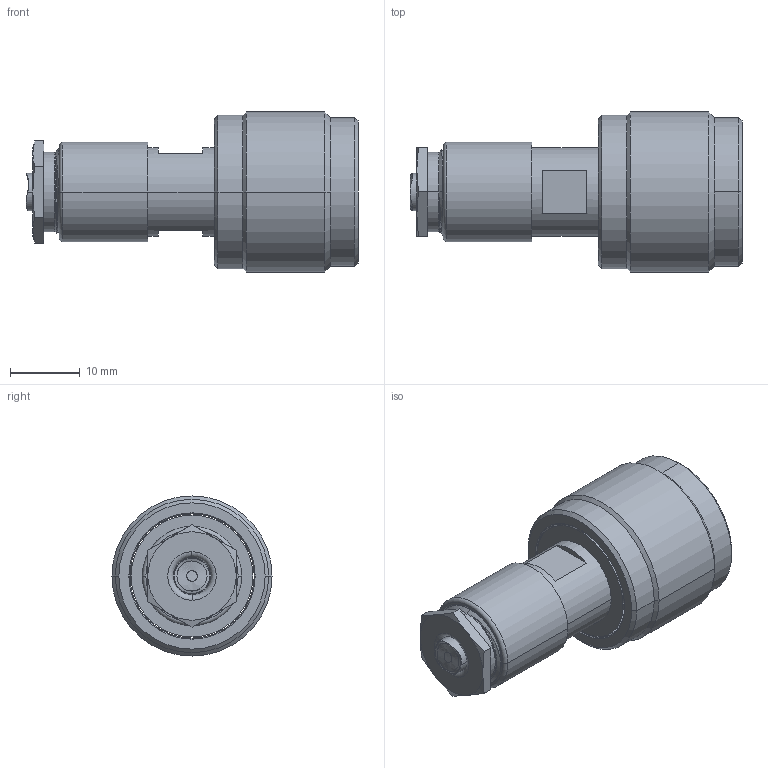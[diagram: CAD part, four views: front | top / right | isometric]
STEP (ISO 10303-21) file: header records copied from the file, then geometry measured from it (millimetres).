
FILE_DESCRIPTION((''),'2;1');
FILE_NAME('000-16750','2014-01-16T',('Mohan'),(''),'PRO/ENGINEER BY PARAMETRIC TECHNOLOGY CORPORATION, 2010100','PRO/ENGINEER BY PARAMETRIC TECHNOLOGY CORPORATION, 2010100','');
FILE_SCHEMA(('CONFIG_CONTROL_DESIGN'));
Length unit declared in the file: millimetre
Products named in the file (1): 000-16750
Bounding box: 47.67 x 23 x 23 mm (x, y, z)
Surface area: 6445.8 mm2 (no closed solid volume)
Topology: 0 solids, 11 shells, 113 faces, 329 edges, 228 vertices
Faces by surface type: cylinder 42, plane 31, cone 27, bspline 5, torus 4, extrusion 4
Entity records: 7554 total; most frequent: CARTESIAN_POINT 4626, DIRECTION 594, ORIENTED_EDGE 543, EDGE_CURVE 329, AXIS2_PLACEMENT_3D 232, VERTEX_POINT 228, VECTOR 130, EDGE_LOOP 129
